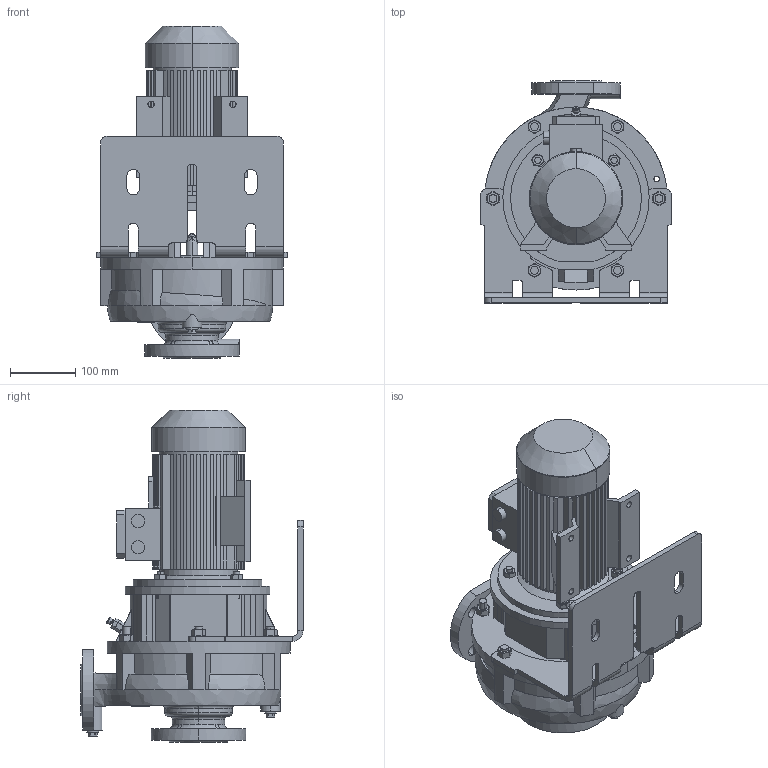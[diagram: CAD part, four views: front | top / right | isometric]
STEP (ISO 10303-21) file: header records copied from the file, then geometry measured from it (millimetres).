
FILE_DESCRIPTION (( 'STEP AP214' ), '1' );
FILE_NAME ('ﾌﾓ-311-200-ﾌ2-311-270-03-08.step', '2025-04-07T07:33:53', ( 'adb' ), ( '' ), 'SwSTEP 2.0', 'SolidWorks 2016', '' );
FILE_SCHEMA (( 'AUTOMOTIVE_DESIGN' ));
Length unit declared in the file: millimetre
Products named in the file (1): ﾌﾓ-311-200-ﾌ2-311-270-03-08
Bounding box: 292 x 340 x 508 mm (x, y, z)
Volume: 9324794.5 mm3; surface area: 1163217.6 mm2
Topology: 8 solids, 19 shells, 1084 faces, 2864 edges, 1860 vertices
Faces by surface type: plane 589, cylinder 366, cone 93, bspline 27, torus 9
Entity records: 52986 total; most frequent: CARTESIAN_POINT 13933, ORIENTED_EDGE 5724, DIRECTION 5561, EDGE_CURVE 2862, AXIS2_PLACEMENT_3D 2002, VERTEX_POINT 1860, LINE 1557, VECTOR 1557
